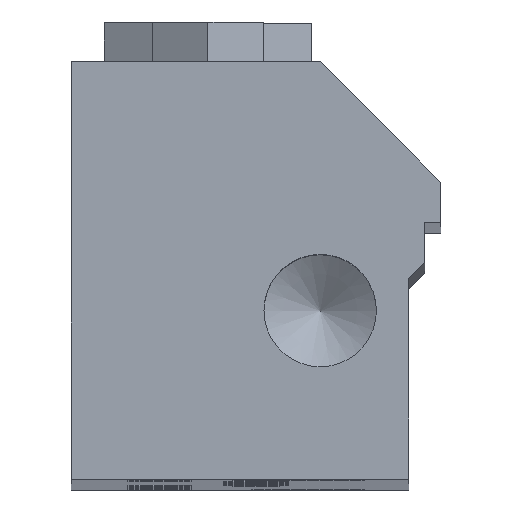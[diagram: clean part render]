
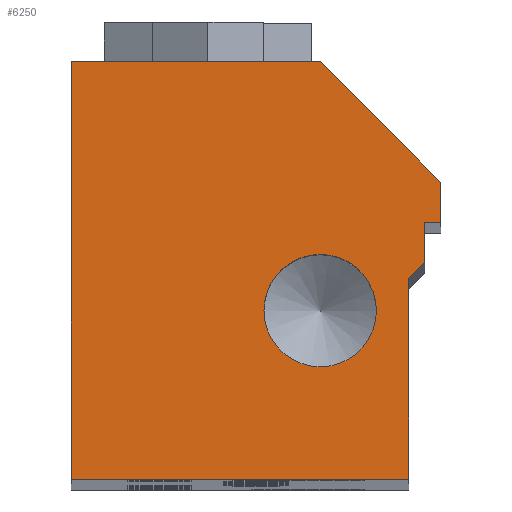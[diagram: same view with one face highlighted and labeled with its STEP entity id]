
A CAD part, top view. The second image highlights one B-rep face of the part: STEP entity #6250.
In plain terms, the highlighted planar face has unit normal (0, 0, 1).
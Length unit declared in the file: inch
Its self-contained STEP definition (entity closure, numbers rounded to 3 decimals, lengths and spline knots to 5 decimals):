
#5621=CARTESIAN_POINT('',(0.72962,0.73151,12.0));
#5622=VERTEX_POINT('',#5621);
#5623=CARTESIAN_POINT('',(0.51087,0.73151,12.0));
#5624=DIRECTION('',(0.0,0.0,-1.0));
#5625=DIRECTION('',(1.0,0.0,0.0));
#5626=AXIS2_PLACEMENT_3D('',#5623,#5624,#5625);
#5627=CIRCLE('',#5626,0.21875);
#5628=EDGE_CURVE('',#5622,#5622,#5627,.T.);
#5761=CARTESIAN_POINT('',(-0.45788,0.07526,12.0));
#5762=VERTEX_POINT('',#5761);
#5763=CARTESIAN_POINT('',(-0.45788,1.70026,12.0));
#5764=VERTEX_POINT('',#5763);
#5765=CARTESIAN_POINT('',(-0.45788,0.07526,12.0));
#5766=DIRECTION('',(0.0,1.0,0.0));
#5767=VECTOR('',#5766,1.625);
#5768=LINE('',#5765,#5767);
#5769=EDGE_CURVE('',#5762,#5764,#5768,.T.);
#5792=CARTESIAN_POINT('',(0.51137,1.70026,12.0));
#5793=VERTEX_POINT('',#5792);
#5794=CARTESIAN_POINT('',(-0.45788,1.70026,12.0));
#5795=DIRECTION('',(1.0,0.0,0.0));
#5796=VECTOR('',#5795,0.96925);
#5797=LINE('',#5794,#5796);
#5798=EDGE_CURVE('',#5764,#5793,#5797,.T.);
#6000=CARTESIAN_POINT('',(0.98012,1.23151,12.0));
#6001=VERTEX_POINT('',#6000);
#6002=CARTESIAN_POINT('',(0.51137,1.70026,12.0));
#6003=DIRECTION('',(0.707,-0.707,0.0));
#6004=VECTOR('',#6003,0.66291);
#6005=LINE('',#6002,#6004);
#6006=EDGE_CURVE('',#5793,#6001,#6005,.T.);
#6024=CARTESIAN_POINT('',(0.98012,1.07526,12.0));
#6025=VERTEX_POINT('',#6024);
#6026=CARTESIAN_POINT('',(0.98012,1.23151,12.0));
#6027=DIRECTION('',(0.0,-1.0,0.0));
#6028=VECTOR('',#6027,0.15625);
#6029=LINE('',#6026,#6028);
#6030=EDGE_CURVE('',#6001,#6025,#6029,.T.);
#6048=CARTESIAN_POINT('',(0.91712,1.07526,12.0));
#6049=VERTEX_POINT('',#6048);
#6050=CARTESIAN_POINT('',(0.98012,1.07526,12.0));
#6051=DIRECTION('',(-1.0,0.0,0.0));
#6052=VECTOR('',#6051,0.063);
#6053=LINE('',#6050,#6052);
#6054=EDGE_CURVE('',#6025,#6049,#6053,.T.);
#6072=CARTESIAN_POINT('',(0.91712,0.91901,12.0));
#6073=VERTEX_POINT('',#6072);
#6074=CARTESIAN_POINT('',(0.91712,1.07526,12.0));
#6075=DIRECTION('',(0.0,-1.0,0.0));
#6076=VECTOR('',#6075,0.15625);
#6077=LINE('',#6074,#6076);
#6078=EDGE_CURVE('',#6049,#6073,#6077,.T.);
#6096=CARTESIAN_POINT('',(0.85462,0.85651,12.0));
#6097=VERTEX_POINT('',#6096);
#6098=CARTESIAN_POINT('',(0.91712,0.91901,12.0));
#6099=DIRECTION('',(-0.707,-0.707,0.0));
#6100=VECTOR('',#6099,0.08839);
#6101=LINE('',#6098,#6100);
#6102=EDGE_CURVE('',#6073,#6097,#6101,.T.);
#6120=CARTESIAN_POINT('',(0.85462,0.07526,12.0));
#6121=VERTEX_POINT('',#6120);
#6122=CARTESIAN_POINT('',(0.85462,0.85651,12.0));
#6123=DIRECTION('',(0.0,-1.0,0.0));
#6124=VECTOR('',#6123,0.78125);
#6125=LINE('',#6122,#6124);
#6126=EDGE_CURVE('',#6097,#6121,#6125,.T.);
#6144=CARTESIAN_POINT('',(0.85462,0.07526,12.0));
#6145=DIRECTION('',(-1.0,0.0,0.0));
#6146=VECTOR('',#6145,1.3125);
#6147=LINE('',#6144,#6146);
#6148=EDGE_CURVE('',#6121,#5762,#6147,.T.);
#6231=CARTESIAN_POINT('',(0.19584,0.86114,12.0));
#6232=DIRECTION('',(0.0,0.0,1.0));
#6233=DIRECTION('',(1.0,0.0,0.0));
#6234=AXIS2_PLACEMENT_3D('',#6231,#6232,#6233);
#6235=PLANE('',#6234);
#6236=ORIENTED_EDGE('',*,*,#5769,.F.);
#6237=ORIENTED_EDGE('',*,*,#6148,.F.);
#6238=ORIENTED_EDGE('',*,*,#6126,.F.);
#6239=ORIENTED_EDGE('',*,*,#6102,.F.);
#6240=ORIENTED_EDGE('',*,*,#6078,.F.);
#6241=ORIENTED_EDGE('',*,*,#6054,.F.);
#6242=ORIENTED_EDGE('',*,*,#6030,.F.);
#6243=ORIENTED_EDGE('',*,*,#6006,.F.);
#6244=ORIENTED_EDGE('',*,*,#5798,.F.);
#6245=EDGE_LOOP('',(#6236,#6237,#6238,#6239,#6240,#6241,#6242,#6243,#6244));
#6246=FACE_OUTER_BOUND('',#6245,.T.);
#6247=ORIENTED_EDGE('',*,*,#5628,.T.);
#6248=EDGE_LOOP('',(#6247));
#6249=FACE_BOUND('',#6248,.T.);
#6250=ADVANCED_FACE('',(#6246,#6249),#6235,.T.);
